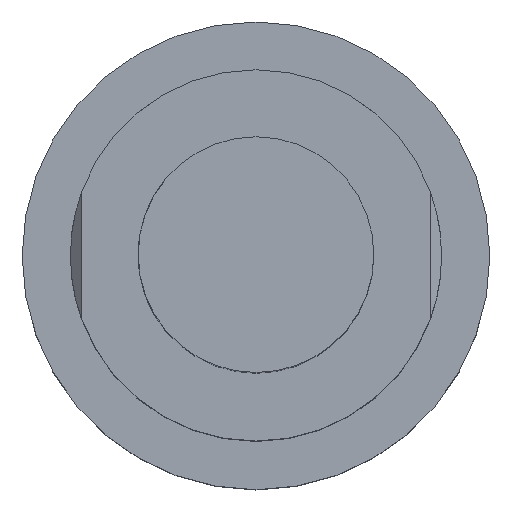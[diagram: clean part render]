
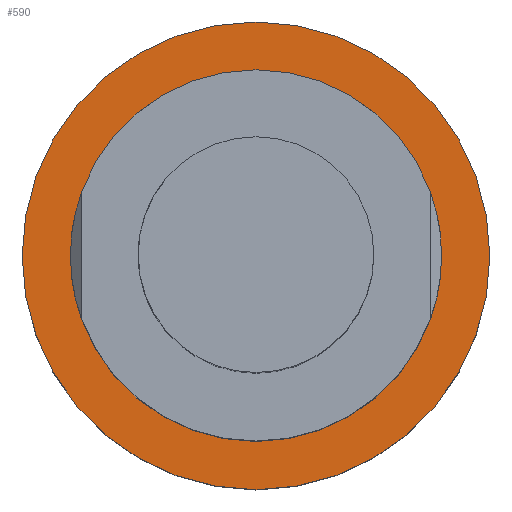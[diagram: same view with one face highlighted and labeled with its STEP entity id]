
A CAD part, top view. The second image highlights one B-rep face of the part: STEP entity #590.
In plain terms, the highlighted planar face has unit normal (0, 0, 1).
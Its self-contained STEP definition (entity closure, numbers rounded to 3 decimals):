
#10 = CARTESIAN_POINT ( 'NONE',  ( 0., 25., -93.5 ) ) ;
#16 = AXIS2_PLACEMENT_3D ( 'NONE', #10, #634, #837 ) ;
#48 = CARTESIAN_POINT ( 'NONE',  ( 31.5, 0., -93.5 ) ) ;
#62 = ORIENTED_EDGE ( 'NONE', *, *, #487, .T. ) ;
#84 = DIRECTION ( 'NONE',  ( 0., 0., 1. ) ) ;
#122 = DIRECTION ( 'NONE',  ( 1., 0., 0. ) ) ;
#144 = FACE_OUTER_BOUND ( 'NONE', #189, .T. ) ;
#180 = DIRECTION ( 'NONE',  ( 0., 0., 1. ) ) ;
#187 = ORIENTED_EDGE ( 'NONE', *, *, #805, .F. ) ;
#189 = EDGE_LOOP ( 'NONE', ( #62, #464 ) ) ;
#193 = DIRECTION ( 'NONE',  ( 1., 0., 0. ) ) ;
#194 = CIRCLE ( 'NONE', #676, 25. ) ;
#223 = DIRECTION ( 'NONE',  ( 1., 0., 0. ) ) ;
#233 = EDGE_CURVE ( 'NONE', #476, #850, #578, .T. ) ;
#252 = CIRCLE ( 'NONE', #322, 31.5 ) ;
#274 = FACE_BOUND ( 'NONE', #811, .T. ) ;
#311 = CARTESIAN_POINT ( 'NONE',  ( 0., 0., -93.5 ) ) ;
#322 = AXIS2_PLACEMENT_3D ( 'NONE', #311, #84, #223 ) ;
#393 = CARTESIAN_POINT ( 'NONE',  ( 0., 0., -93.5 ) ) ;
#397 = DIRECTION ( 'NONE',  ( 0., 0., 1. ) ) ;
#401 = CARTESIAN_POINT ( 'NONE',  ( 0., 0., -93.5 ) ) ;
#464 = ORIENTED_EDGE ( 'NONE', *, *, #233, .T. ) ;
#476 = VERTEX_POINT ( 'NONE', #691 ) ;
#480 = ORIENTED_EDGE ( 'NONE', *, *, #791, .F. ) ;
#487 = EDGE_CURVE ( 'NONE', #850, #476, #252, .T. ) ;
#507 = CIRCLE ( 'NONE', #628, 25. ) ;
#533 = DIRECTION ( 'NONE',  ( 0., 0., 1. ) ) ;
#565 = PLANE ( 'NONE',  #16 ) ;
#578 = CIRCLE ( 'NONE', #829, 31.5 ) ;
#590 = ADVANCED_FACE ( 'NONE', ( #274, #144 ), #565, .F. ) ;
#628 = AXIS2_PLACEMENT_3D ( 'NONE', #868, #180, #122 ) ;
#634 = DIRECTION ( 'NONE',  ( 0., 0., -1. ) ) ;
#656 = VERTEX_POINT ( 'NONE', #783 ) ;
#675 = VERTEX_POINT ( 'NONE', #714 ) ;
#676 = AXIS2_PLACEMENT_3D ( 'NONE', #393, #397, #193 ) ;
#691 = CARTESIAN_POINT ( 'NONE',  ( -31.5, 0., -93.5 ) ) ;
#714 = CARTESIAN_POINT ( 'NONE',  ( -25., 0., -93.5 ) ) ;
#754 = DIRECTION ( 'NONE',  ( 1., 0., 0. ) ) ;
#783 = CARTESIAN_POINT ( 'NONE',  ( 25., 0., -93.5 ) ) ;
#791 = EDGE_CURVE ( 'NONE', #656, #675, #507, .T. ) ;
#805 = EDGE_CURVE ( 'NONE', #675, #656, #194, .T. ) ;
#811 = EDGE_LOOP ( 'NONE', ( #480, #187 ) ) ;
#829 = AXIS2_PLACEMENT_3D ( 'NONE', #401, #533, #754 ) ;
#837 = DIRECTION ( 'NONE',  ( -1., 0., 0. ) ) ;
#850 = VERTEX_POINT ( 'NONE', #48 ) ;
#868 = CARTESIAN_POINT ( 'NONE',  ( 0., 0., -93.5 ) ) ;
